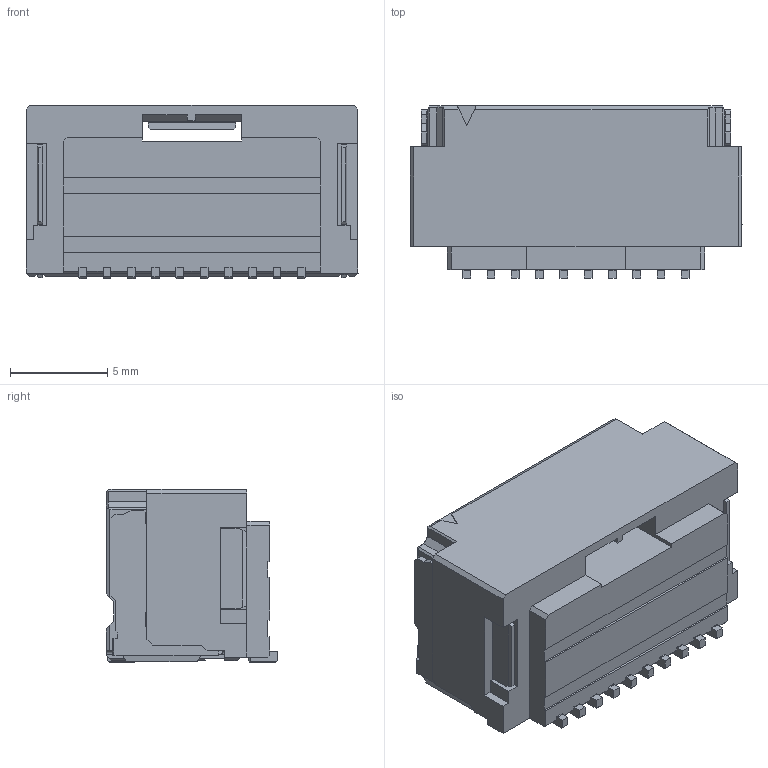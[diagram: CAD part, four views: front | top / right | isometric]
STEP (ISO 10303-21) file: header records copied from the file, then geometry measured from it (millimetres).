
FILE_DESCRIPTION( ( 'STEP AP214' ), '1' );
FILE_NAME( 'psolqas12580272817.stp', '2019-07-15T10:58:02', ( '' ), ( '' ), ' ', 'PARTsolutions', ' ' );
FILE_SCHEMA( ( 'AUTOMOTIVE_DESIGN { 1 0 10303 214 1 1 1 1 }' ) );
Length unit declared in the file: metre
Products named in the file (1): 1
Bounding box: 17.1 x 8.85 x 8.95 mm (x, y, z)
Volume: 736.8 mm3; surface area: 1255.3 mm2
Topology: 1 solids, 1 shells, 788 faces, 2277 edges, 1492 vertices
Faces by surface type: plane 722, cylinder 44, cone 22
Entity records: 25401 total; most frequent: CARTESIAN_POINT 4653, ORIENTED_EDGE 4554, DIRECTION 3929, EDGE_CURVE 2277, LINE 2155, VECTOR 2155, VERTEX_POINT 1492, AXIS2_PLACEMENT_3D 887
